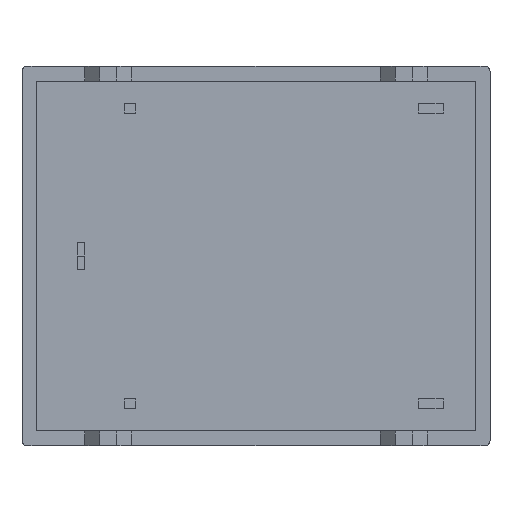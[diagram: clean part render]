
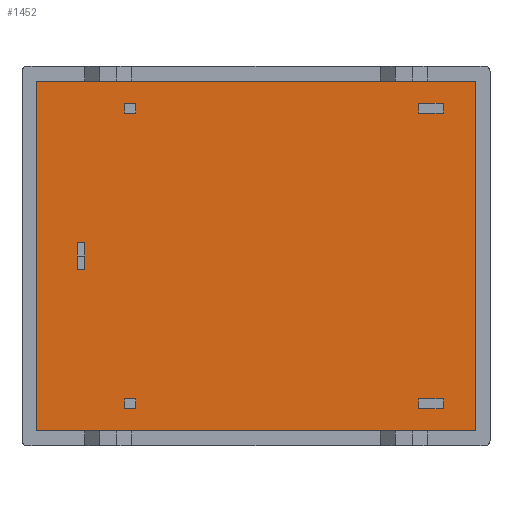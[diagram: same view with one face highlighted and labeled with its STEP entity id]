
A CAD part, front view. The second image highlights one B-rep face of the part: STEP entity #1452.
In plain terms, the highlighted planar face has unit normal (0, -1, 0).
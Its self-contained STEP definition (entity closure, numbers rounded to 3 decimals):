
#48 = AXIS2_PLACEMENT_3D ( 'NONE', #61, #997, #1134 ) ;
#61 = CARTESIAN_POINT ( 'NONE',  ( 0., 1., 0. ) ) ;
#222 = LINE ( 'NONE', #996, #784 ) ;
#324 = VECTOR ( 'NONE', #1969, 1000. ) ;
#336 = FACE_OUTER_BOUND ( 'NONE', #702, .T. ) ;
#368 = PLANE ( 'NONE',  #48 ) ;
#420 = EDGE_CURVE ( 'NONE', #1165, #927, #699, .T. ) ;
#449 = ORIENTED_EDGE ( 'NONE', *, *, #771, .T. ) ;
#461 = EDGE_CURVE ( 'NONE', #1763, #1299, #222, .T. ) ;
#492 = LINE ( 'NONE', #975, #550 ) ;
#550 = VECTOR ( 'NONE', #1130, 1000. ) ;
#561 = CARTESIAN_POINT ( 'NONE',  ( -8.9, 1., 7.1 ) ) ;
#571 = ORIENTED_EDGE ( 'NONE', *, *, #461, .T. ) ;
#627 = CARTESIAN_POINT ( 'NONE',  ( 8.9, 1., -7.1 ) ) ;
#699 = LINE ( 'NONE', #1654, #324 ) ;
#702 = EDGE_LOOP ( 'NONE', ( #449, #571, #1918, #1312 ) ) ;
#771 = EDGE_CURVE ( 'NONE', #927, #1763, #492, .T. ) ;
#784 = VECTOR ( 'NONE', #1191, 1000. ) ;
#927 = VERTEX_POINT ( 'NONE', #561 ) ;
#975 = CARTESIAN_POINT ( 'NONE',  ( -8.9, 1., -7.1 ) ) ;
#996 = CARTESIAN_POINT ( 'NONE',  ( 8.9, 1., -7.1 ) ) ;
#997 = DIRECTION ( 'NONE',  ( 0., -1., 0. ) ) ;
#1129 = CARTESIAN_POINT ( 'NONE',  ( 8.9, 1., -7.1 ) ) ;
#1130 = DIRECTION ( 'NONE',  ( 0., 0., -1. ) ) ;
#1134 = DIRECTION ( 'NONE',  ( 1., 0., 0. ) ) ;
#1156 = VECTOR ( 'NONE', #1883, 1000. ) ;
#1165 = VERTEX_POINT ( 'NONE', #1689 ) ;
#1191 = DIRECTION ( 'NONE',  ( 1., 0., 0. ) ) ;
#1235 = LINE ( 'NONE', #627, #1156 ) ;
#1280 = EDGE_CURVE ( 'NONE', #1299, #1165, #1235, .T. ) ;
#1299 = VERTEX_POINT ( 'NONE', #1129 ) ;
#1312 = ORIENTED_EDGE ( 'NONE', *, *, #420, .T. ) ;
#1452 = ADVANCED_FACE ( 'NONE', ( #336 ), #368, .T. ) ;
#1616 = CARTESIAN_POINT ( 'NONE',  ( -8.9, 1., -7.1 ) ) ;
#1654 = CARTESIAN_POINT ( 'NONE',  ( 8.9, 1., 7.1 ) ) ;
#1689 = CARTESIAN_POINT ( 'NONE',  ( 8.9, 1., 7.1 ) ) ;
#1763 = VERTEX_POINT ( 'NONE', #1616 ) ;
#1883 = DIRECTION ( 'NONE',  ( 0., 0., 1. ) ) ;
#1918 = ORIENTED_EDGE ( 'NONE', *, *, #1280, .T. ) ;
#1969 = DIRECTION ( 'NONE',  ( -1., 0., 0. ) ) ;
